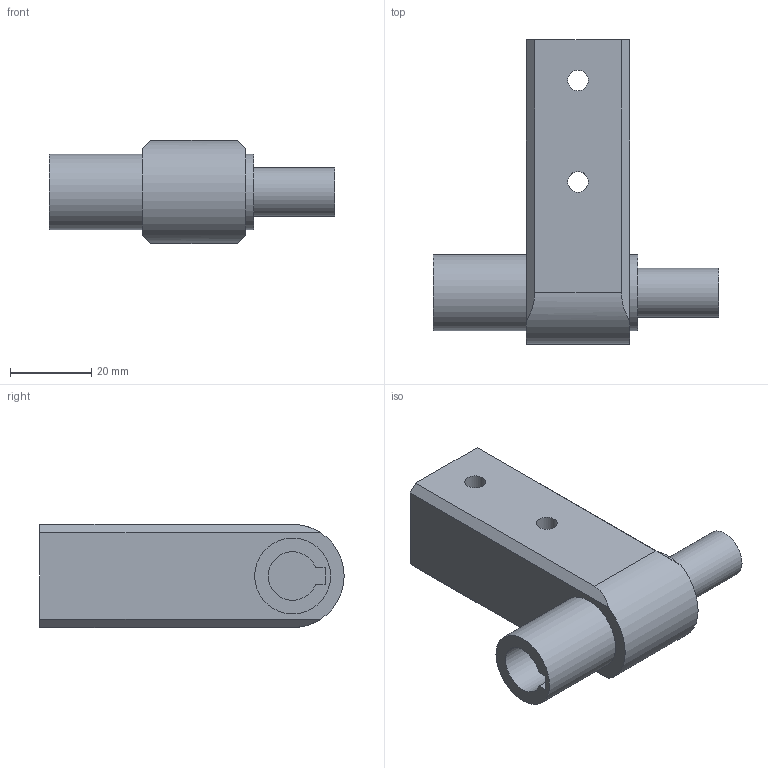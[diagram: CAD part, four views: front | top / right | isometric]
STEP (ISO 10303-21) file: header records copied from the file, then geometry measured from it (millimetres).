
FILE_DESCRIPTION(/* description */ (''),/* implementation_level */ '2;1');
FILE_NAME(/* name */ 'Brazo.stp',/* time_stamp */ '2022-03-24T12:10:14-05:00',/* author */ ('juanp'),/* organization */ (''),/* preprocessor_version */ 'ST-DEVELOPER v18.1',/* originating_system */ 'Autodesk Inventor 2022',/* authorisation */ '');
FILE_SCHEMA (('AUTOMOTIVE_DESIGN { 1 0 10303 214 3 1 1 }'));
Length unit declared in the file: millimetre
Products named in the file (1): Brazo
Bounding box: 70.4 x 75 x 25.4 mm (x, y, z)
Volume: 51759.7 mm3; surface area: 14957.5 mm2
Topology: 2 solids, 2 shells, 23 faces, 51 edges, 34 vertices
Faces by surface type: plane 16, cylinder 7
Full cylindrical faces by diameter (mm): 5.1 x2, 12 x1, 18.7 x2
Entity records: 702 total; most frequent: DIRECTION 117, CARTESIAN_POINT 109, ORIENTED_EDGE 102, EDGE_CURVE 51, AXIS2_PLACEMENT_3D 42, VERTEX_POINT 34, LINE 33, VECTOR 33
